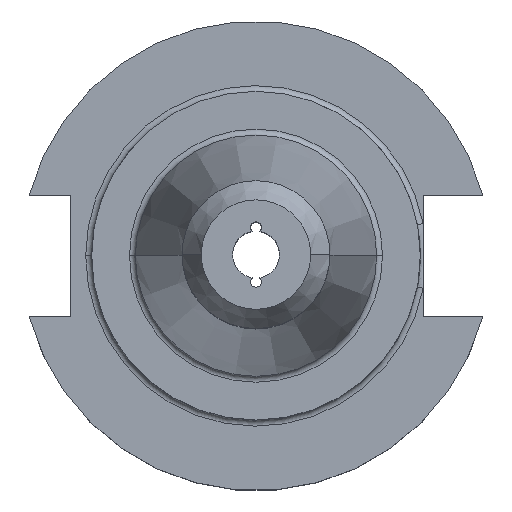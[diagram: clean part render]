
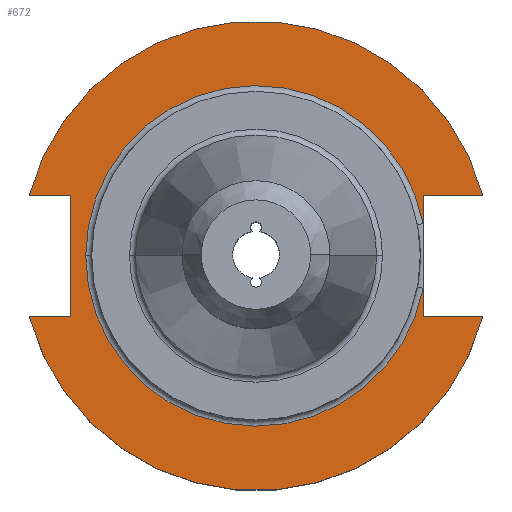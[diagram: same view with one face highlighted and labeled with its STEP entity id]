
A CAD part, top view. The second image highlights one B-rep face of the part: STEP entity #672.
In plain terms, the highlighted planar face has unit normal (0, 0, 1).
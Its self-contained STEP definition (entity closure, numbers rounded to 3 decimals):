
#3 = CARTESIAN_POINT ( 'NONE',  ( -30.675, -8.191, 19.05 ) ) ;
#68 = ORIENTED_EDGE ( 'NONE', *, *, #452, .T. ) ;
#81 = VERTEX_POINT ( 'NONE', #256 ) ;
#104 = CARTESIAN_POINT ( 'NONE',  ( 22.606, 4.373, 19.05 ) ) ;
#106 = VERTEX_POINT ( 'NONE', #1564 ) ;
#155 = EDGE_CURVE ( 'NONE', #81, #1065, #1477, .T. ) ;
#174 = VECTOR ( 'NONE', #641, 1000. ) ;
#187 = CIRCLE ( 'NONE', #2048, 23.025 ) ;
#233 = LINE ( 'NONE', #2060, #1997 ) ;
#250 = CARTESIAN_POINT ( 'NONE',  ( 0., 22.225, 19.05 ) ) ;
#256 = CARTESIAN_POINT ( 'NONE',  ( 22.606, -8.191, 19.05 ) ) ;
#267 = EDGE_CURVE ( 'NONE', #106, #2038, #1155, .T. ) ;
#306 = CARTESIAN_POINT ( 'NONE',  ( -23.025, 0., 19.05 ) ) ;
#413 = VERTEX_POINT ( 'NONE', #3 ) ;
#436 = LINE ( 'NONE', #540, #820 ) ;
#446 = CARTESIAN_POINT ( 'NONE',  ( 22.606, 22.225, 19.05 ) ) ;
#452 = EDGE_CURVE ( 'NONE', #759, #1171, #755, .T. ) ;
#459 = AXIS2_PLACEMENT_3D ( 'NONE', #250, #1264, #1237 ) ;
#465 = DIRECTION ( 'NONE',  ( 1., 0., 0. ) ) ;
#470 = VERTEX_POINT ( 'NONE', #1511 ) ;
#475 = ORIENTED_EDGE ( 'NONE', *, *, #1580, .F. ) ;
#493 = CARTESIAN_POINT ( 'NONE',  ( -61.091, 8.191, 19.05 ) ) ;
#540 = CARTESIAN_POINT ( 'NONE',  ( -25.091, 8.191, 19.05 ) ) ;
#546 = AXIS2_PLACEMENT_3D ( 'NONE', #908, #1722, #2040 ) ;
#559 = AXIS2_PLACEMENT_3D ( 'NONE', #2090, #1609, #465 ) ;
#586 = DIRECTION ( 'NONE',  ( 0., 1., 0. ) ) ;
#641 = DIRECTION ( 'NONE',  ( 1., 0., 0. ) ) ;
#672 = ADVANCED_FACE ( 'NONE', ( #1423 ), #1401, .F. ) ;
#675 = ORIENTED_EDGE ( 'NONE', *, *, #1734, .T. ) ;
#691 = ORIENTED_EDGE ( 'NONE', *, *, #739, .T. ) ;
#718 = EDGE_CURVE ( 'NONE', #1171, #470, #1608, .T. ) ;
#739 = EDGE_CURVE ( 'NONE', #1613, #106, #1182, .T. ) ;
#755 = CIRCLE ( 'NONE', #2093, 23.025 ) ;
#759 = VERTEX_POINT ( 'NONE', #306 ) ;
#771 = EDGE_CURVE ( 'NONE', #81, #1902, #867, .T. ) ;
#772 = ORIENTED_EDGE ( 'NONE', *, *, #718, .T. ) ;
#776 = DIRECTION ( 'NONE',  ( 0., 1., 0. ) ) ;
#777 = CARTESIAN_POINT ( 'NONE',  ( 30.675, 8.191, 19.05 ) ) ;
#799 = CARTESIAN_POINT ( 'NONE',  ( 22.606, 22.225, 19.05 ) ) ;
#813 = CIRCLE ( 'NONE', #546, 31.75 ) ;
#820 = VECTOR ( 'NONE', #1202, 1000. ) ;
#838 = VECTOR ( 'NONE', #776, 1000. ) ;
#846 = CARTESIAN_POINT ( 'NONE',  ( -25.091, -8.191, 19.05 ) ) ;
#848 = DIRECTION ( 'NONE',  ( 0., 0., -1. ) ) ;
#867 = LINE ( 'NONE', #2077, #1332 ) ;
#908 = CARTESIAN_POINT ( 'NONE',  ( 0., 0., 19.05 ) ) ;
#1008 = ORIENTED_EDGE ( 'NONE', *, *, #1400, .F. ) ;
#1029 = DIRECTION ( 'NONE',  ( -1., 0., 0. ) ) ;
#1040 = CARTESIAN_POINT ( 'NONE',  ( 0., 0., 19.05 ) ) ;
#1065 = VERTEX_POINT ( 'NONE', #1384 ) ;
#1122 = EDGE_CURVE ( 'NONE', #413, #1902, #813, .T. ) ;
#1133 = LINE ( 'NONE', #1261, #1776 ) ;
#1155 = LINE ( 'NONE', #493, #174 ) ;
#1171 = VERTEX_POINT ( 'NONE', #104 ) ;
#1175 = DIRECTION ( 'NONE',  ( 0., 0., -1. ) ) ;
#1177 = DIRECTION ( 'NONE',  ( -1., 0., 0. ) ) ;
#1182 = CIRCLE ( 'NONE', #559, 31.75 ) ;
#1199 = ORIENTED_EDGE ( 'NONE', *, *, #1122, .T. ) ;
#1202 = DIRECTION ( 'NONE',  ( 0., -1., 0. ) ) ;
#1237 = DIRECTION ( 'NONE',  ( -1., 0., 0. ) ) ;
#1261 = CARTESIAN_POINT ( 'NONE',  ( 0., 8.191, 19.05 ) ) ;
#1264 = DIRECTION ( 'NONE',  ( 0., 0., -1. ) ) ;
#1289 = ORIENTED_EDGE ( 'NONE', *, *, #155, .T. ) ;
#1332 = VECTOR ( 'NONE', #1424, 1000. ) ;
#1384 = CARTESIAN_POINT ( 'NONE',  ( 22.606, -4.373, 19.05 ) ) ;
#1395 = ORIENTED_EDGE ( 'NONE', *, *, #771, .F. ) ;
#1397 = CARTESIAN_POINT ( 'NONE',  ( 30.675, -8.191, 19.05 ) ) ;
#1400 = EDGE_CURVE ( 'NONE', #413, #1885, #233, .T. ) ;
#1401 = PLANE ( 'NONE',  #459 ) ;
#1402 = DIRECTION ( 'NONE',  ( 1., 0., 0. ) ) ;
#1423 = FACE_OUTER_BOUND ( 'NONE', #1589, .T. ) ;
#1424 = DIRECTION ( 'NONE',  ( 1., 0., 0. ) ) ;
#1453 = CARTESIAN_POINT ( 'NONE',  ( -25.091, 8.191, 19.05 ) ) ;
#1477 = LINE ( 'NONE', #799, #838 ) ;
#1511 = CARTESIAN_POINT ( 'NONE',  ( 22.606, 8.191, 19.05 ) ) ;
#1551 = VECTOR ( 'NONE', #586, 1000. ) ;
#1564 = CARTESIAN_POINT ( 'NONE',  ( -30.675, 8.191, 19.05 ) ) ;
#1566 = DIRECTION ( 'NONE',  ( -1., 0., 0. ) ) ;
#1580 = EDGE_CURVE ( 'NONE', #1613, #470, #1133, .T. ) ;
#1589 = EDGE_LOOP ( 'NONE', ( #1289, #675, #68, #772, #475, #691, #1841, #1949, #1008, #1199, #1395 ) ) ;
#1608 = LINE ( 'NONE', #446, #1551 ) ;
#1609 = DIRECTION ( 'NONE',  ( 0., 0., 1. ) ) ;
#1613 = VERTEX_POINT ( 'NONE', #777 ) ;
#1696 = EDGE_CURVE ( 'NONE', #2038, #1885, #436, .T. ) ;
#1722 = DIRECTION ( 'NONE',  ( 0., 0., 1. ) ) ;
#1734 = EDGE_CURVE ( 'NONE', #1065, #759, #187, .T. ) ;
#1776 = VECTOR ( 'NONE', #1566, 1000. ) ;
#1841 = ORIENTED_EDGE ( 'NONE', *, *, #267, .T. ) ;
#1885 = VERTEX_POINT ( 'NONE', #846 ) ;
#1902 = VERTEX_POINT ( 'NONE', #1397 ) ;
#1949 = ORIENTED_EDGE ( 'NONE', *, *, #1696, .T. ) ;
#1996 = CARTESIAN_POINT ( 'NONE',  ( 0., 0., 19.05 ) ) ;
#1997 = VECTOR ( 'NONE', #1402, 1000. ) ;
#2038 = VERTEX_POINT ( 'NONE', #1453 ) ;
#2040 = DIRECTION ( 'NONE',  ( 1., 0., 0. ) ) ;
#2048 = AXIS2_PLACEMENT_3D ( 'NONE', #1040, #1175, #1029 ) ;
#2060 = CARTESIAN_POINT ( 'NONE',  ( -61.091, -8.191, 19.05 ) ) ;
#2077 = CARTESIAN_POINT ( 'NONE',  ( 0., -8.191, 19.05 ) ) ;
#2090 = CARTESIAN_POINT ( 'NONE',  ( 0., 0., 19.05 ) ) ;
#2093 = AXIS2_PLACEMENT_3D ( 'NONE', #1996, #848, #1177 ) ;
